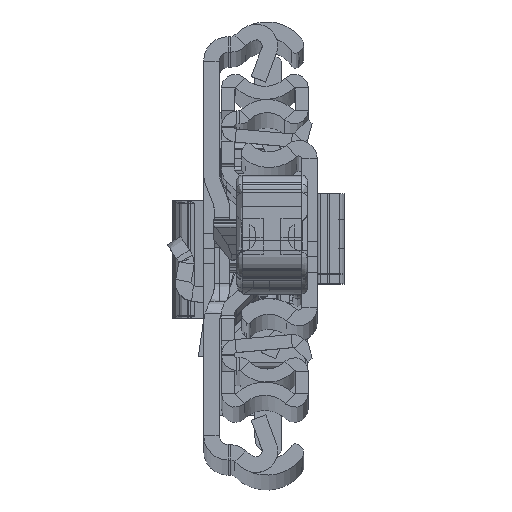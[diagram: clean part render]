
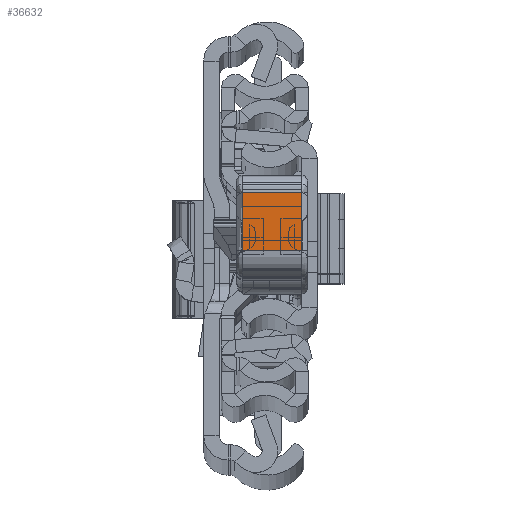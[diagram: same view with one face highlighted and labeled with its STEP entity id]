
A CAD part, top view. The second image highlights one B-rep face of the part: STEP entity #36632.
In plain terms, the highlighted face is planar.
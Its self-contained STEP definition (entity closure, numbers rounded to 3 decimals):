
#1233 = VECTOR ( 'NONE', #15205, 1000. ) ;
#1498 = DIRECTION ( 'NONE',  ( -1., 0.027, 0. ) ) ;
#1856 = FACE_OUTER_BOUND ( 'NONE', #28856, .T. ) ;
#2501 = VECTOR ( 'NONE', #9586, 1000. ) ;
#3504 = CARTESIAN_POINT ( 'NONE',  ( 39.55, -12.274, 0. ) ) ;
#3505 = LINE ( 'NONE', #26154, #1233 ) ;
#4125 = CARTESIAN_POINT ( 'NONE',  ( 39.818, -2.465, -11. ) ) ;
#4289 = EDGE_CURVE ( 'NONE', #22305, #28082, #9770, .T. ) ;
#5536 = CARTESIAN_POINT ( 'NONE',  ( 39.818, -2.465, -10. ) ) ;
#5594 = ORIENTED_EDGE ( 'NONE', *, *, #19396, .F. ) ;
#7278 = EDGE_CURVE ( 'NONE', #15282, #22305, #32490, .T. ) ;
#7589 = VERTEX_POINT ( 'NONE', #5536 ) ;
#8893 = CARTESIAN_POINT ( 'NONE',  ( 39.55, -12.274, -10. ) ) ;
#9067 = ORIENTED_EDGE ( 'NONE', *, *, #4289, .F. ) ;
#9392 = PLANE ( 'NONE',  #20616 ) ;
#9586 = DIRECTION ( 'NONE',  ( 0.027, 1., 0. ) ) ;
#9770 = LINE ( 'NONE', #23993, #2501 ) ;
#13044 = VECTOR ( 'NONE', #35601, 1000. ) ;
#14620 = DIRECTION ( 'NONE',  ( 0., 0., 1. ) ) ;
#15205 = DIRECTION ( 'NONE',  ( -0.027, -1., 0. ) ) ;
#15282 = VERTEX_POINT ( 'NONE', #8893 ) ;
#16444 = CARTESIAN_POINT ( 'NONE',  ( 39.55, -12.274, -11. ) ) ;
#17334 = CARTESIAN_POINT ( 'NONE',  ( 39.818, -2.465, 0. ) ) ;
#19396 = EDGE_CURVE ( 'NONE', #7589, #15282, #3505, .T. ) ;
#20616 = AXIS2_PLACEMENT_3D ( 'NONE', #16444, #1498, #28151 ) ;
#22305 = VERTEX_POINT ( 'NONE', #3504 ) ;
#23993 = CARTESIAN_POINT ( 'NONE',  ( 39.55, -12.274, 0. ) ) ;
#26154 = CARTESIAN_POINT ( 'NONE',  ( 39.55, -12.274, -10. ) ) ;
#26942 = CARTESIAN_POINT ( 'NONE',  ( 39.55, -12.274, -11. ) ) ;
#28082 = VERTEX_POINT ( 'NONE', #17334 ) ;
#28151 = DIRECTION ( 'NONE',  ( -0.027, -1., 0. ) ) ;
#28856 = EDGE_LOOP ( 'NONE', ( #34224, #5594, #29514, #9067 ) ) ;
#29514 = ORIENTED_EDGE ( 'NONE', *, *, #31500, .F. ) ;
#30433 = LINE ( 'NONE', #4125, #13044 ) ;
#31500 = EDGE_CURVE ( 'NONE', #28082, #7589, #30433, .T. ) ;
#32490 = LINE ( 'NONE', #26942, #34660 ) ;
#34224 = ORIENTED_EDGE ( 'NONE', *, *, #7278, .F. ) ;
#34660 = VECTOR ( 'NONE', #14620, 1000. ) ;
#35601 = DIRECTION ( 'NONE',  ( 0., 0., -1. ) ) ;
#36632 = ADVANCED_FACE ( 'NONE', ( #1856 ), #9392, .F. ) ;
